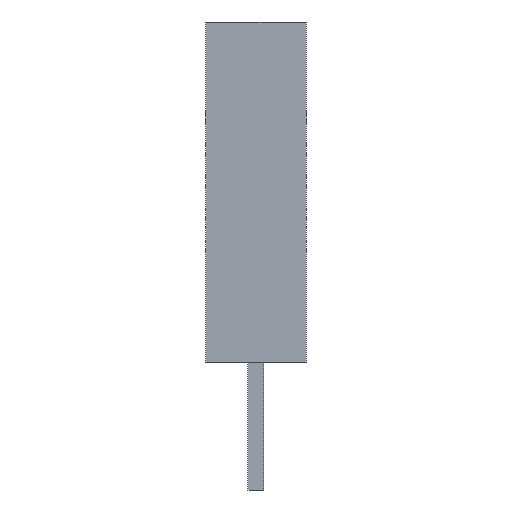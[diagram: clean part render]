
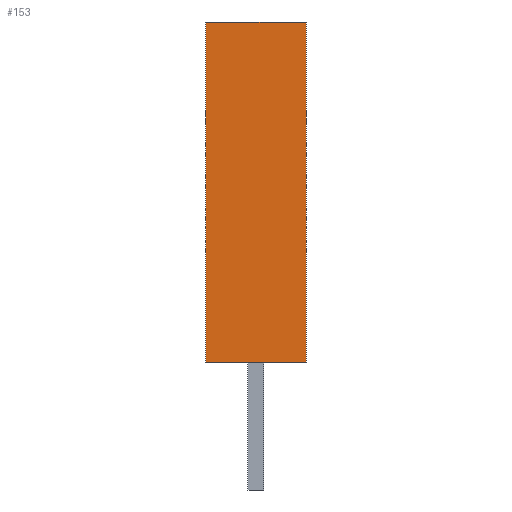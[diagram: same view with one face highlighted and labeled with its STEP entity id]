
A CAD part, left-side view. The second image highlights one B-rep face of the part: STEP entity #153.
In plain terms, the highlighted planar face has unit normal (-1, 0, 0).
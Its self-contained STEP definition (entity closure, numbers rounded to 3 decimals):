
#153=ADVANCED_FACE('',(#248),#249,.F.);
#248=FACE_OUTER_BOUND('',#314,.T.);
#249=PLANE('',#315);
#314=EDGE_LOOP('',(#391,#392,#393,#394));
#315=AXIS2_PLACEMENT_3D('',#395,#396,#397);
#391=ORIENTED_EDGE('',*,*,#501,.T.);
#392=ORIENTED_EDGE('',*,*,#515,.F.);
#393=ORIENTED_EDGE('',*,*,#508,.F.);
#394=ORIENTED_EDGE('',*,*,#497,.T.);
#395=CARTESIAN_POINT('',(22.48,-16.924,8.5));
#396=DIRECTION('',(1.0,0.0,0.0));
#397=DIRECTION('',(0.0,0.0,-1.0));
#497=EDGE_CURVE('',#552,#550,#553,.T.);
#501=EDGE_CURVE('',#550,#558,#559,.T.);
#508=EDGE_CURVE('',#552,#568,#569,.T.);
#515=EDGE_CURVE('',#568,#558,#580,.T.);
#550=VERTEX_POINT('',#627);
#552=VERTEX_POINT('',#630);
#553=LINE('',#631,#632);
#558=VERTEX_POINT('',#639);
#559=LINE('',#640,#641);
#568=VERTEX_POINT('',#654);
#569=LINE('',#655,#656);
#580=LINE('',#672,#673);
#627=CARTESIAN_POINT('',(22.48,-16.924,0.0));
#630=CARTESIAN_POINT('',(22.48,-16.924,8.5));
#631=CARTESIAN_POINT('',(22.48,-16.924,8.5));
#632=VECTOR('',#739,1.0);
#639=CARTESIAN_POINT('',(22.48,-19.424,0.0));
#640=CARTESIAN_POINT('',(22.48,-16.924,0.0));
#641=VECTOR('',#742,1.0);
#654=CARTESIAN_POINT('',(22.48,-19.424,8.5));
#655=CARTESIAN_POINT('',(22.48,-16.924,8.5));
#656=VECTOR('',#747,1.0);
#672=CARTESIAN_POINT('',(22.48,-19.424,8.5));
#673=VECTOR('',#753,1.0);
#739=DIRECTION('',(0.0,0.0,-1.0));
#742=DIRECTION('',(0.0,-1.0,0.0));
#747=DIRECTION('',(0.0,-1.0,0.0));
#753=DIRECTION('',(0.0,0.0,-1.0));
